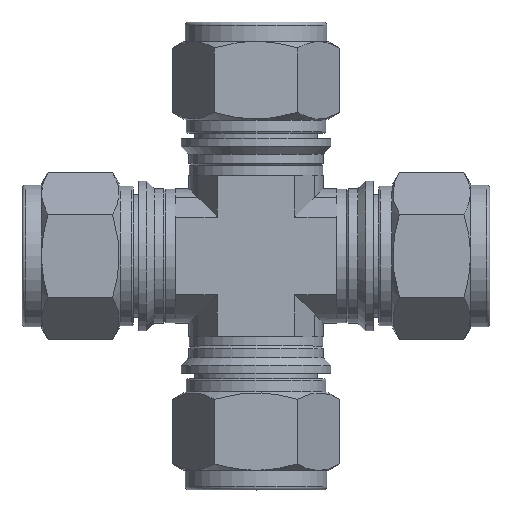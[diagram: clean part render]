
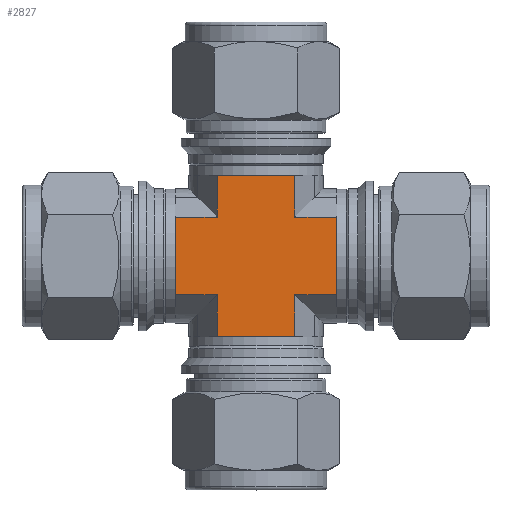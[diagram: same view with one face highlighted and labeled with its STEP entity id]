
A CAD part, top view. The second image highlights one B-rep face of the part: STEP entity #2827.
In plain terms, the highlighted planar face has unit normal (0, 0, 1).
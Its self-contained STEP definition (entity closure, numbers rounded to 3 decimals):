
#469=FACE_OUTER_BOUND('',#679,.T.);
#679=EDGE_LOOP('',(#2497,#2498,#2499,#2500,#2501,#2502,#2503,#2504,#2505,
#2506,#2507,#2508));
#815=LINE('',#4878,#991);
#826=LINE('',#4900,#1002);
#828=LINE('',#4906,#1004);
#836=LINE('',#4934,#1012);
#842=LINE('',#4946,#1018);
#843=LINE('',#4948,#1019);
#849=LINE('',#4959,#1025);
#850=LINE('',#4962,#1026);
#856=LINE('',#4976,#1032);
#857=LINE('',#4977,#1033);
#858=LINE('',#4979,#1034);
#859=LINE('',#4980,#1035);
#991=VECTOR('',#3889,10.);
#1002=VECTOR('',#3906,10.);
#1004=VECTOR('',#3910,10.);
#1012=VECTOR('',#3940,10.);
#1018=VECTOR('',#3952,10.);
#1019=VECTOR('',#3955,10.);
#1025=VECTOR('',#3965,10.);
#1026=VECTOR('',#3968,10.);
#1032=VECTOR('',#3982,10.);
#1033=VECTOR('',#3983,10.);
#1034=VECTOR('',#3984,10.);
#1035=VECTOR('',#3985,10.);
#1333=VERTEX_POINT('',#4875);
#1334=VERTEX_POINT('',#4877);
#1340=VERTEX_POINT('',#4894);
#1342=VERTEX_POINT('',#4898);
#1343=VERTEX_POINT('',#4902);
#1345=VERTEX_POINT('',#4905);
#1354=VERTEX_POINT('',#4933);
#1357=VERTEX_POINT('',#4944);
#1360=VERTEX_POINT('',#4957);
#1361=VERTEX_POINT('',#4961);
#1365=VERTEX_POINT('',#4975);
#1366=VERTEX_POINT('',#4978);
#1705=EDGE_CURVE('',#1333,#1334,#815,.T.);
#1716=EDGE_CURVE('',#1340,#1342,#826,.T.);
#1718=EDGE_CURVE('',#1345,#1343,#828,.T.);
#1731=EDGE_CURVE('',#1345,#1354,#836,.T.);
#1738=EDGE_CURVE('',#1354,#1357,#842,.T.);
#1739=EDGE_CURVE('',#1334,#1342,#843,.T.);
#1745=EDGE_CURVE('',#1343,#1360,#849,.T.);
#1746=EDGE_CURVE('',#1361,#1357,#850,.T.);
#1753=EDGE_CURVE('',#1365,#1333,#856,.T.);
#1754=EDGE_CURVE('',#1361,#1365,#857,.T.);
#1755=EDGE_CURVE('',#1366,#1360,#858,.T.);
#1756=EDGE_CURVE('',#1340,#1366,#859,.T.);
#2497=ORIENTED_EDGE('',*,*,#1753,.F.);
#2498=ORIENTED_EDGE('',*,*,#1754,.F.);
#2499=ORIENTED_EDGE('',*,*,#1746,.T.);
#2500=ORIENTED_EDGE('',*,*,#1738,.F.);
#2501=ORIENTED_EDGE('',*,*,#1731,.F.);
#2502=ORIENTED_EDGE('',*,*,#1718,.T.);
#2503=ORIENTED_EDGE('',*,*,#1745,.T.);
#2504=ORIENTED_EDGE('',*,*,#1755,.F.);
#2505=ORIENTED_EDGE('',*,*,#1756,.F.);
#2506=ORIENTED_EDGE('',*,*,#1716,.T.);
#2507=ORIENTED_EDGE('',*,*,#1739,.F.);
#2508=ORIENTED_EDGE('',*,*,#1705,.F.);
#2650=PLANE('',#3176);
#2827=ADVANCED_FACE('',(#469),#2650,.T.);
#3176=AXIS2_PLACEMENT_3D('',#4974,#3980,#3981);
#3889=DIRECTION('',(0.,-1.,0.));
#3906=DIRECTION('',(0.,-1.,0.));
#3910=DIRECTION('',(0.,-1.,0.));
#3940=DIRECTION('',(1.,0.,0.));
#3952=DIRECTION('',(0.,-1.,0.));
#3955=DIRECTION('',(-1.,0.,0.));
#3965=DIRECTION('',(-1.,0.,0.));
#3968=DIRECTION('',(-1.,0.,0.));
#3980=DIRECTION('center_axis',(0.,0.,1.));
#3981=DIRECTION('ref_axis',(0.,1.,0.));
#3982=DIRECTION('',(-1.,0.,0.));
#3983=DIRECTION('',(0.,-1.,0.));
#3984=DIRECTION('',(0.,1.,0.));
#3985=DIRECTION('',(-1.,0.,0.));
#4875=CARTESIAN_POINT('',(5.947,-5.947,10.3));
#4877=CARTESIAN_POINT('',(5.947,-12.4,10.3));
#4878=CARTESIAN_POINT('',(5.947,0.,10.3));
#4894=CARTESIAN_POINT('',(-5.947,-5.947,10.3));
#4898=CARTESIAN_POINT('',(-5.947,-12.4,10.3));
#4900=CARTESIAN_POINT('',(-5.947,0.,10.3));
#4902=CARTESIAN_POINT('',(-5.947,5.947,10.3));
#4905=CARTESIAN_POINT('',(-5.947,12.4,10.3));
#4906=CARTESIAN_POINT('',(-5.947,0.,10.3));
#4933=CARTESIAN_POINT('',(5.947,12.4,10.3));
#4934=CARTESIAN_POINT('',(5.947,12.4,10.3));
#4944=CARTESIAN_POINT('',(5.947,5.947,10.3));
#4946=CARTESIAN_POINT('',(5.947,0.,10.3));
#4948=CARTESIAN_POINT('',(5.947,-12.4,10.3));
#4957=CARTESIAN_POINT('',(-12.4,5.947,10.3));
#4959=CARTESIAN_POINT('',(0.,5.947,10.3));
#4961=CARTESIAN_POINT('',(12.4,5.947,10.3));
#4962=CARTESIAN_POINT('',(0.,5.947,10.3));
#4974=CARTESIAN_POINT('Origin',(0.,-5.947,
10.3));
#4975=CARTESIAN_POINT('',(12.4,-5.947,10.3));
#4976=CARTESIAN_POINT('',(0.,-5.947,10.3));
#4977=CARTESIAN_POINT('',(12.4,-5.947,10.3));
#4978=CARTESIAN_POINT('',(-12.4,-5.947,10.3));
#4979=CARTESIAN_POINT('',(-12.4,-5.947,10.3));
#4980=CARTESIAN_POINT('',(0.,-5.947,10.3));
